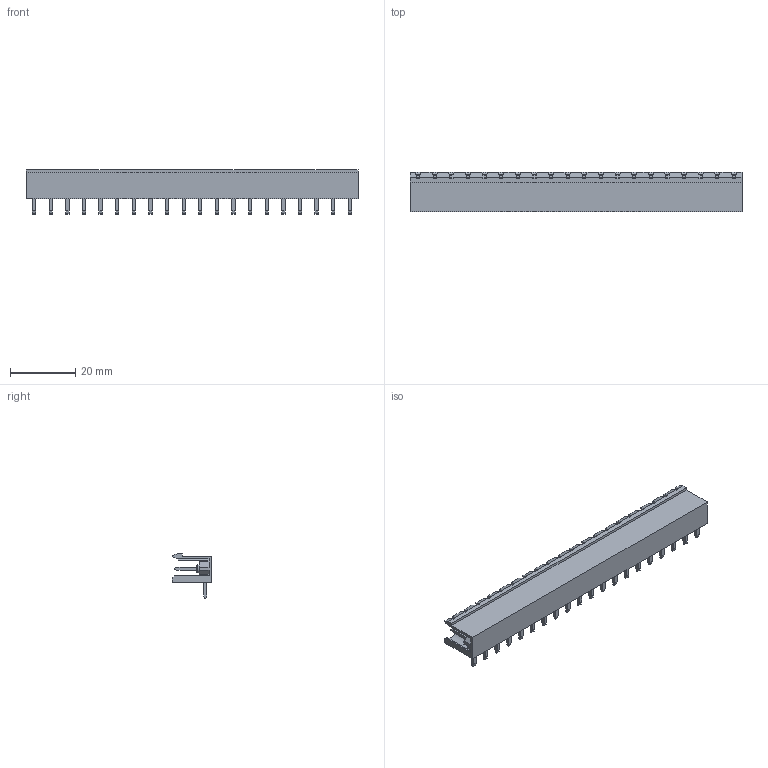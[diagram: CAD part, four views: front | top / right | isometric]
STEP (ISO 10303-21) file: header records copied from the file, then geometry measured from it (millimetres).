
FILE_DESCRIPTION (( 'STEP AP203' ), '1' );
FILE_NAME ('SOKETLI BASKILI DEVRE KLEMENSI - 5,08 MM EKREK 90 AÇIK - 20 LI.STEP', '2018-09-11T12:56:07', ( 'user' ), ( '' ), 'SwSTEP 2.0', 'SolidWorks 2016', '' );
FILE_SCHEMA (( 'CONFIG_CONTROL_DESIGN' ));
Length unit declared in the file: millimetre
Products named in the file (1): SOKETLI BASKILI DEVRE KLEMENSI - 5,08 MM EKREK 90 AÇIK - 20 LI
Bounding box: 101.49 x 12 x 13.6 mm (x, y, z)
Volume: 4710.6 mm3; surface area: 8463.4 mm2
Topology: 1 solids, 1 shells, 1019 faces, 2771 edges, 1834 vertices
Faces by surface type: plane 819, cylinder 180, cone 20
Entity records: 31922 total; most frequent: CARTESIAN_POINT 5745, ORIENTED_EDGE 5542, DIRECTION 5191, EDGE_CURVE 2771, VECTOR 2311, LINE 2311, VERTEX_POINT 1834, AXIS2_PLACEMENT_3D 1440
